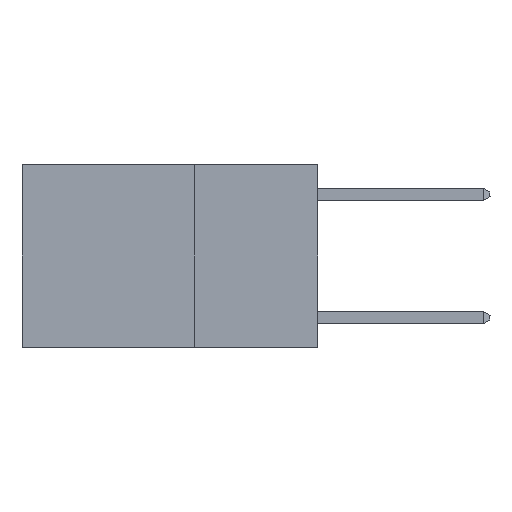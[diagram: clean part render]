
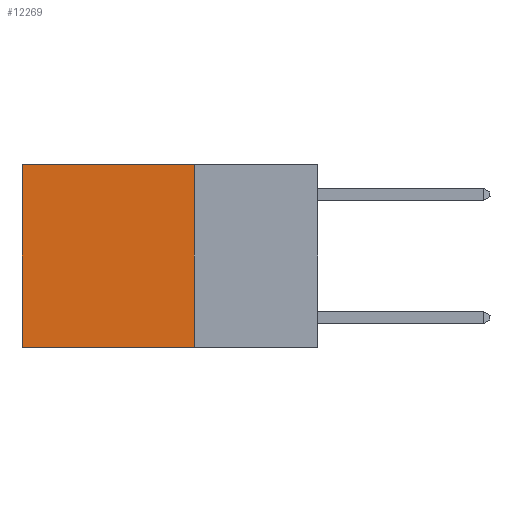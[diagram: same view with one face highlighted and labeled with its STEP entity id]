
A CAD part, left-side view. The second image highlights one B-rep face of the part: STEP entity #12269.
In plain terms, the highlighted planar face has unit normal (-1, 0, 0).
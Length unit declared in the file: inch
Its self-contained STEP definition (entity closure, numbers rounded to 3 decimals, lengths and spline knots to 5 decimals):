
#1316 = EDGE_CURVE ( 'NONE', #8435, #15877, #13565, .T. ) ;
#2019 = VERTEX_POINT ( 'NONE', #6633 ) ;
#2475 = CARTESIAN_POINT ( 'NONE',  ( 0.2625, 0.25, -0.37 ) ) ;
#4243 = LINE ( 'NONE', #22758, #4754 ) ;
#4754 = VECTOR ( 'NONE', #11655, 39.37008 ) ;
#6633 = CARTESIAN_POINT ( 'NONE',  ( 0.2625, 0.6, 0. ) ) ;
#7358 = VECTOR ( 'NONE', #21596, 39.37008 ) ;
#7948 = DIRECTION ( 'NONE',  ( 1., 0., 0. ) ) ;
#8435 = VERTEX_POINT ( 'NONE', #29125 ) ;
#8829 = VECTOR ( 'NONE', #23551, 39.37008 ) ;
#9773 = CARTESIAN_POINT ( 'NONE',  ( 0.2625, 0.25, 0. ) ) ;
#11655 = DIRECTION ( 'NONE',  ( 0., 0., -1. ) ) ;
#12269 = ADVANCED_FACE ( 'NONE', ( #28623 ), #19780, .F. ) ;
#13565 = LINE ( 'NONE', #2475, #8829 ) ;
#14618 = LINE ( 'NONE', #23733, #7358 ) ;
#15158 = VECTOR ( 'NONE', #28472, 39.37008 ) ;
#15407 = EDGE_CURVE ( 'NONE', #19452, #8435, #14618, .T. ) ;
#15877 = VERTEX_POINT ( 'NONE', #16415 ) ;
#16415 = CARTESIAN_POINT ( 'NONE',  ( 0.2625, 0.6, -0.37 ) ) ;
#17056 = DIRECTION ( 'NONE',  ( 0., 0., -1. ) ) ;
#17384 = ORIENTED_EDGE ( 'NONE', *, *, #19938, .T. ) ;
#19189 = LINE ( 'NONE', #9773, #15158 ) ;
#19370 = CARTESIAN_POINT ( 'NONE',  ( 0.2625, 0.25, 0. ) ) ;
#19452 = VERTEX_POINT ( 'NONE', #19370 ) ;
#19780 = PLANE ( 'NONE',  #29560 ) ;
#19938 = EDGE_CURVE ( 'NONE', #19452, #2019, #19189, .T. ) ;
#21596 = DIRECTION ( 'NONE',  ( 0., 0., -1. ) ) ;
#22758 = CARTESIAN_POINT ( 'NONE',  ( 0.2625, 0.6, 0. ) ) ;
#22857 = ORIENTED_EDGE ( 'NONE', *, *, #29886, .T. ) ;
#23551 = DIRECTION ( 'NONE',  ( 0., 1., 0. ) ) ;
#23733 = CARTESIAN_POINT ( 'NONE',  ( 0.2625, 0.25, 0. ) ) ;
#24192 = ORIENTED_EDGE ( 'NONE', *, *, #15407, .F. ) ;
#25477 = EDGE_LOOP ( 'NONE', ( #22857, #25682, #24192, #17384 ) ) ;
#25682 = ORIENTED_EDGE ( 'NONE', *, *, #1316, .F. ) ;
#26498 = CARTESIAN_POINT ( 'NONE',  ( 0.2625, 0.25, 0. ) ) ;
#28472 = DIRECTION ( 'NONE',  ( 0., 1., 0. ) ) ;
#28623 = FACE_OUTER_BOUND ( 'NONE', #25477, .T. ) ;
#29125 = CARTESIAN_POINT ( 'NONE',  ( 0.2625, 0.25, -0.37 ) ) ;
#29560 = AXIS2_PLACEMENT_3D ( 'NONE', #26498, #7948, #17056 ) ;
#29886 = EDGE_CURVE ( 'NONE', #2019, #15877, #4243, .T. ) ;
